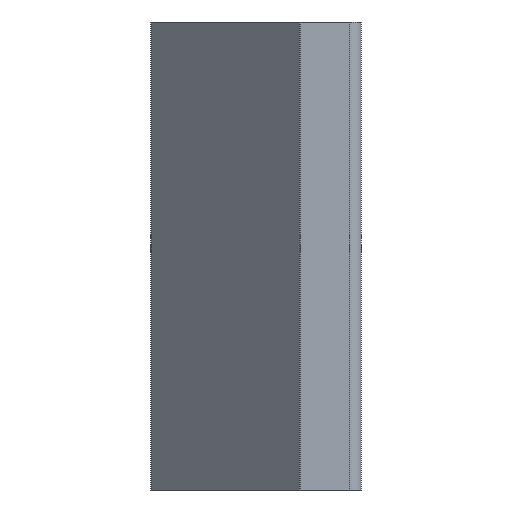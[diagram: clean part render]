
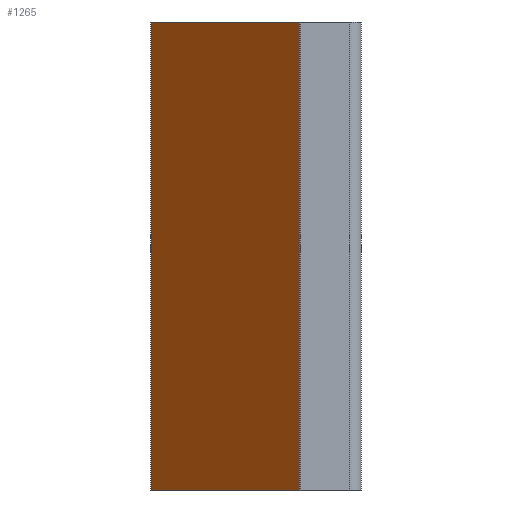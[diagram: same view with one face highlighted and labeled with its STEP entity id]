
A CAD part, left-side view. The second image highlights one B-rep face of the part: STEP entity #1265.
In plain terms, the highlighted planar face has unit normal (-0.707, 0.707, 0).
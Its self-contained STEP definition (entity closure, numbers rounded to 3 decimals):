
#130=FACE_OUTER_BOUND('',#195,.T.);
#195=EDGE_LOOP('',(#926,#927,#928,#929));
#299=LINE('',#1953,#433);
#300=LINE('',#1956,#434);
#301=LINE('',#1958,#435);
#302=LINE('',#1959,#436);
#433=VECTOR('',#1573,100.);
#434=VECTOR('',#1576,44.751);
#435=VECTOR('',#1577,44.751);
#436=VECTOR('',#1578,100.);
#561=VERTEX_POINT('',#1947);
#563=VERTEX_POINT('',#1951);
#564=VERTEX_POINT('',#1955);
#565=VERTEX_POINT('',#1957);
#713=EDGE_CURVE('',#563,#561,#299,.T.);
#714=EDGE_CURVE('',#561,#564,#300,.T.);
#715=EDGE_CURVE('',#565,#563,#301,.T.);
#716=EDGE_CURVE('',#565,#564,#302,.T.);
#926=ORIENTED_EDGE('',*,*,#714,.F.);
#927=ORIENTED_EDGE('',*,*,#713,.F.);
#928=ORIENTED_EDGE('',*,*,#715,.F.);
#929=ORIENTED_EDGE('',*,*,#716,.T.);
#1217=PLANE('',#1352);
#1265=ADVANCED_FACE('',(#130),#1217,.F.);
#1352=AXIS2_PLACEMENT_3D('',#1954,#1574,#1575);
#1573=DIRECTION('',(0.,0.,1.));
#1574=DIRECTION('center_axis',(0.707,-0.707,0.));
#1575=DIRECTION('ref_axis',(0.707,0.707,0.));
#1576=DIRECTION('',(-0.707,-0.707,0.));
#1577=DIRECTION('',(0.707,0.707,0.));
#1578=DIRECTION('',(0.,0.,1.));
#1947=CARTESIAN_POINT('',(9.232,22.412,100.));
#1951=CARTESIAN_POINT('',(9.232,22.412,0.));
#1953=CARTESIAN_POINT('',(9.232,22.412,0.));
#1954=CARTESIAN_POINT('Origin',(-22.412,-9.232,0.));
#1955=CARTESIAN_POINT('',(-22.412,-9.232,100.));
#1956=CARTESIAN_POINT('',(-14.501,-1.321,100.));
#1957=CARTESIAN_POINT('',(-22.412,-9.232,0.));
#1958=CARTESIAN_POINT('',(-14.501,-1.321,0.));
#1959=CARTESIAN_POINT('',(-22.412,-9.232,0.));
